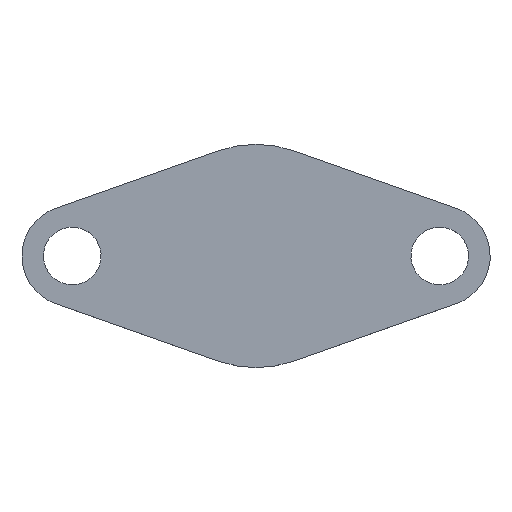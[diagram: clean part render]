
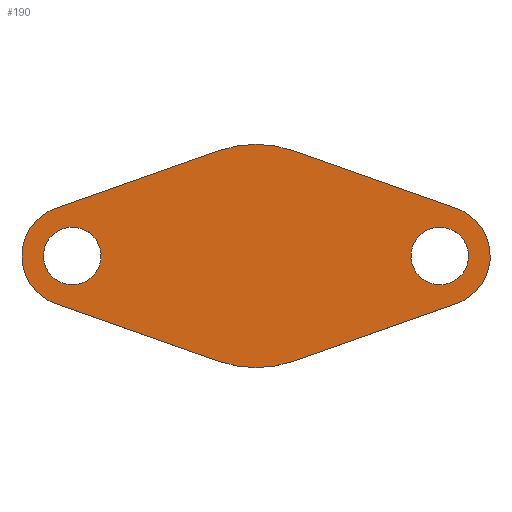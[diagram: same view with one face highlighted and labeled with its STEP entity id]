
A CAD part, top view. The second image highlights one B-rep face of the part: STEP entity #190.
In plain terms, the highlighted planar face has unit normal (0, 0, 1).
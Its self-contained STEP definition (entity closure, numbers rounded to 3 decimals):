
#63=CARTESIAN_POINT('Vertex',(-28.369,-2.788,3.)) ;
#77=CARTESIAN_POINT('Vertex',(-22.631,2.788,3.)) ;
#80=CARTESIAN_POINT('Axis2P3D Location',(-25.5,0.,3.)) ;
#92=CARTESIAN_POINT('Axis2P3D Location',(25.4,0.,3.)) ;
#97=CARTESIAN_POINT('Axis2P3D Location',(0.,0.,3.)) ;
#101=CARTESIAN_POINT('Vertex',(5.167,14.614,3.)) ;
#103=CARTESIAN_POINT('Vertex',(-5.167,14.614,3.)) ;
#106=CARTESIAN_POINT('Line Origine',(-16.5,10.607,3.)) ;
#110=CARTESIAN_POINT('Vertex',(-27.833,6.6,3.)) ;
#113=CARTESIAN_POINT('Axis2P3D Location',(-25.5,0.,3.)) ;
#117=CARTESIAN_POINT('Vertex',(-27.833,-6.6,3.)) ;
#120=CARTESIAN_POINT('Line Origine',(-16.5,-10.607,3.)) ;
#124=CARTESIAN_POINT('Vertex',(-5.167,-14.614,3.)) ;
#127=CARTESIAN_POINT('Axis2P3D Location',(0.,0.,3.)) ;
#131=CARTESIAN_POINT('Vertex',(5.167,-14.614,3.)) ;
#134=CARTESIAN_POINT('Line Origine',(16.5,-10.607,3.)) ;
#138=CARTESIAN_POINT('Vertex',(27.833,-6.6,3.)) ;
#141=CARTESIAN_POINT('Axis2P3D Location',(25.5,0.,3.)) ;
#145=CARTESIAN_POINT('Vertex',(27.833,6.6,3.)) ;
#148=CARTESIAN_POINT('Line Origine',(16.5,10.607,3.)) ;
#163=CARTESIAN_POINT('Axis2P3D Location',(-25.5,0.,3.)) ;
#172=CARTESIAN_POINT('Axis2P3D Location',(25.5,0.,3.)) ;
#176=CARTESIAN_POINT('Vertex',(22.631,-2.788,3.)) ;
#178=CARTESIAN_POINT('Vertex',(28.369,2.788,3.)) ;
#181=CARTESIAN_POINT('Axis2P3D Location',(25.5,0.,3.)) ;
#81=DIRECTION('Axis2P3D Direction',(0.,0.,-1.)) ;
#93=DIRECTION('Axis2P3D Direction',(0.,0.,1.)) ;
#94=DIRECTION('Axis2P3D XDirection',(-1.,0.,0.)) ;
#98=DIRECTION('Axis2P3D Direction',(0.,0.,1.)) ;
#107=DIRECTION('Vector Direction',(-0.943,-0.333,0.)) ;
#114=DIRECTION('Axis2P3D Direction',(0.,0.,1.)) ;
#121=DIRECTION('Vector Direction',(-0.943,0.333,0.)) ;
#128=DIRECTION('Axis2P3D Direction',(0.,0.,1.)) ;
#135=DIRECTION('Vector Direction',(-0.943,-0.333,0.)) ;
#142=DIRECTION('Axis2P3D Direction',(0.,0.,1.)) ;
#149=DIRECTION('Vector Direction',(-0.943,0.333,0.)) ;
#164=DIRECTION('Axis2P3D Direction',(0.,0.,1.)) ;
#173=DIRECTION('Axis2P3D Direction',(0.,0.,1.)) ;
#182=DIRECTION('Axis2P3D Direction',(0.,0.,1.)) ;
#82=AXIS2_PLACEMENT_3D('Circle Axis2P3D',#80,#81,$) ;
#95=AXIS2_PLACEMENT_3D('Plane Axis2P3D',#92,#93,#94) ;
#99=AXIS2_PLACEMENT_3D('Circle Axis2P3D',#97,#98,$) ;
#115=AXIS2_PLACEMENT_3D('Circle Axis2P3D',#113,#114,$) ;
#129=AXIS2_PLACEMENT_3D('Circle Axis2P3D',#127,#128,$) ;
#143=AXIS2_PLACEMENT_3D('Circle Axis2P3D',#141,#142,$) ;
#165=AXIS2_PLACEMENT_3D('Circle Axis2P3D',#163,#164,$) ;
#174=AXIS2_PLACEMENT_3D('Circle Axis2P3D',#172,#173,$) ;
#183=AXIS2_PLACEMENT_3D('Circle Axis2P3D',#181,#182,$) ;
#154=ORIENTED_EDGE('',*,*,#105,.T.) ;
#155=ORIENTED_EDGE('',*,*,#112,.T.) ;
#156=ORIENTED_EDGE('',*,*,#119,.T.) ;
#157=ORIENTED_EDGE('',*,*,#126,.T.) ;
#158=ORIENTED_EDGE('',*,*,#133,.T.) ;
#159=ORIENTED_EDGE('',*,*,#140,.T.) ;
#160=ORIENTED_EDGE('',*,*,#147,.T.) ;
#161=ORIENTED_EDGE('',*,*,#152,.T.) ;
#169=ORIENTED_EDGE('',*,*,#167,.F.) ;
#170=ORIENTED_EDGE('',*,*,#84,.F.) ;
#187=ORIENTED_EDGE('',*,*,#180,.F.) ;
#188=ORIENTED_EDGE('',*,*,#185,.F.) ;
#171=FACE_BOUND('',#168,.T.) ;
#189=FACE_BOUND('',#186,.T.) ;
#108=VECTOR('Line Direction',#107,1.) ;
#122=VECTOR('Line Direction',#121,1.) ;
#136=VECTOR('Line Direction',#135,1.) ;
#150=VECTOR('Line Direction',#149,1.) ;
#190=ADVANCED_FACE('Corps de pi\X2\00E8\X0\ce.2',(#162,#171,#189),#96,.T.) ;
#83=CIRCLE('generated circle',#82,4.) ;
#100=CIRCLE('generated circle',#99,15.5) ;
#116=CIRCLE('generated circle',#115,7.) ;
#130=CIRCLE('generated circle',#129,15.5) ;
#144=CIRCLE('generated circle',#143,7.) ;
#166=CIRCLE('generated circle',#165,4.) ;
#175=CIRCLE('generated circle',#174,4.) ;
#184=CIRCLE('generated circle',#183,4.) ;
#84=EDGE_CURVE('',#78,#64,#83,.F.) ;
#105=EDGE_CURVE('',#102,#104,#100,.T.) ;
#112=EDGE_CURVE('',#104,#111,#109,.T.) ;
#119=EDGE_CURVE('',#111,#118,#116,.T.) ;
#126=EDGE_CURVE('',#118,#125,#123,.F.) ;
#133=EDGE_CURVE('',#125,#132,#130,.T.) ;
#140=EDGE_CURVE('',#132,#139,#137,.F.) ;
#147=EDGE_CURVE('',#139,#146,#144,.T.) ;
#152=EDGE_CURVE('',#146,#102,#151,.T.) ;
#167=EDGE_CURVE('',#64,#78,#166,.T.) ;
#180=EDGE_CURVE('',#177,#179,#175,.T.) ;
#185=EDGE_CURVE('',#179,#177,#184,.T.) ;
#153=EDGE_LOOP('',(#154,#155,#156,#157,#158,#159,#160,#161)) ;
#168=EDGE_LOOP('',(#169,#170)) ;
#186=EDGE_LOOP('',(#187,#188)) ;
#162=FACE_OUTER_BOUND('',#153,.T.) ;
#109=LINE('Line',#106,#108) ;
#123=LINE('Line',#120,#122) ;
#137=LINE('Line',#134,#136) ;
#151=LINE('Line',#148,#150) ;
#96=PLANE('Plane',#95) ;
#64=VERTEX_POINT('',#63) ;
#78=VERTEX_POINT('',#77) ;
#102=VERTEX_POINT('',#101) ;
#104=VERTEX_POINT('',#103) ;
#111=VERTEX_POINT('',#110) ;
#118=VERTEX_POINT('',#117) ;
#125=VERTEX_POINT('',#124) ;
#132=VERTEX_POINT('',#131) ;
#139=VERTEX_POINT('',#138) ;
#146=VERTEX_POINT('',#145) ;
#177=VERTEX_POINT('',#176) ;
#179=VERTEX_POINT('',#178) ;
